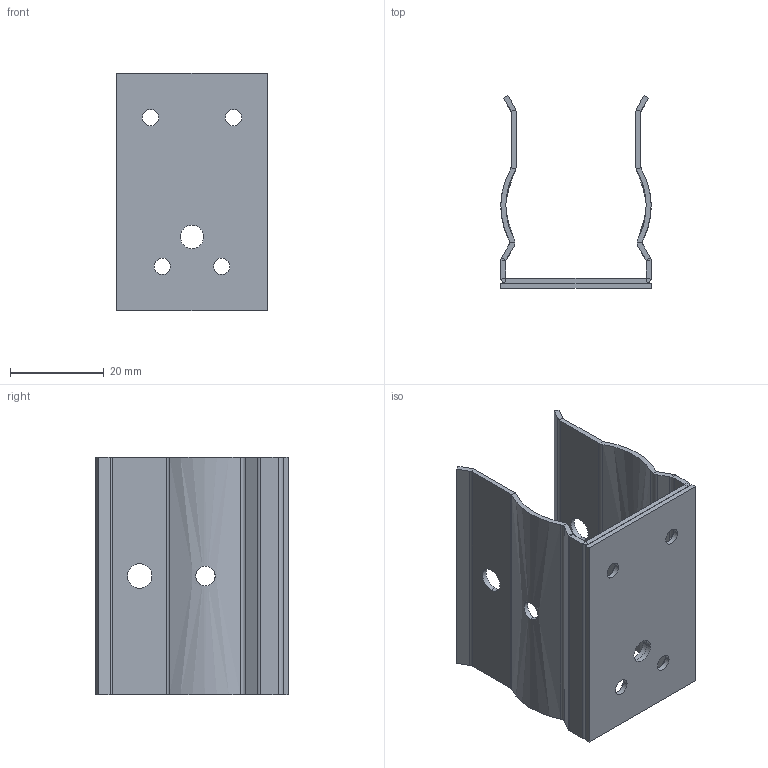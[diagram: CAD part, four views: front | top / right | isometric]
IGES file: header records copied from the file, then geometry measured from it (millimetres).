
Start section:  PTC IGES file: 164961.igs
Global section: file name: 164961.igs; native system: Pro/ENGINEER by Parametric Technology Corporation; preprocessor: 2009141; author: banengservice; organization: Unknown; date: 20120620.081243; units: inch
Bounding box: 32.11 x 41.13 x 50.8 mm (x, y, z)
Volume: 7545.7 mm3; surface area: 14888.7 mm2
Topology: 2 solids, 2 shells, 102 faces, 286 edges, 188 vertices
Faces by surface type: bspline 52, revolution 50
